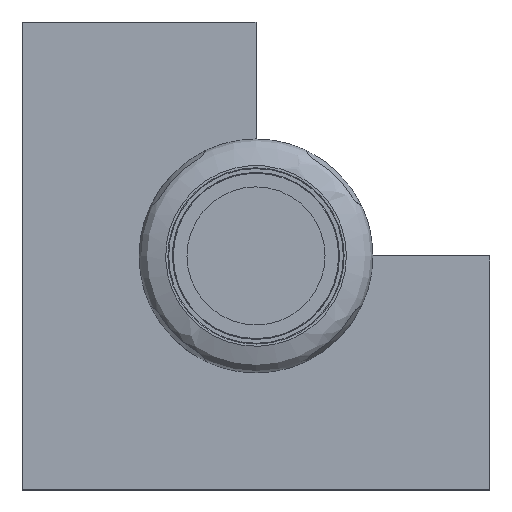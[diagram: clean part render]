
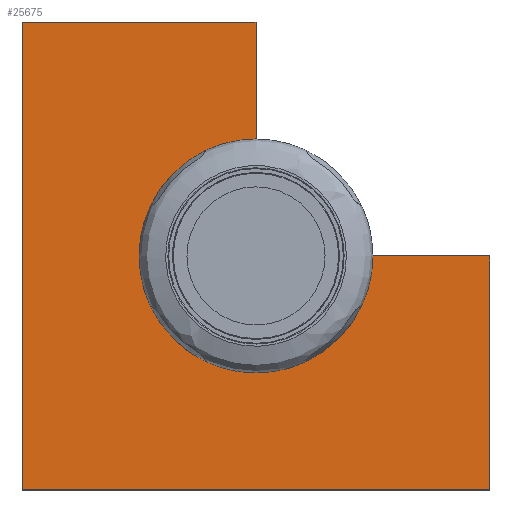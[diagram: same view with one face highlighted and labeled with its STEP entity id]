
A CAD part, top view. The second image highlights one B-rep face of the part: STEP entity #25675.
In plain terms, the highlighted planar face has unit normal (0, 0, 1).
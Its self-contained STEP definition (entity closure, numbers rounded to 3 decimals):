
#1334=CIRCLE('',#27623,110.);
#2423=PLANE('',#27624);
#5318=ORIENTED_EDGE('',*,*,#12682,.T.);
#5319=ORIENTED_EDGE('',*,*,#12684,.T.);
#5320=ORIENTED_EDGE('',*,*,#12675,.T.);
#5321=ORIENTED_EDGE('',*,*,#12685,.T.);
#5322=ORIENTED_EDGE('',*,*,#12686,.T.);
#5323=ORIENTED_EDGE('',*,*,#12687,.T.);
#5324=ORIENTED_EDGE('',*,*,#12688,.T.);
#12675=EDGE_CURVE('',#16463,#16464,#18655,.T.);
#12682=EDGE_CURVE('',#16468,#16470,#18662,.T.);
#12684=EDGE_CURVE('',#16470,#16463,#1334,.T.);
#12685=EDGE_CURVE('',#16464,#16471,#18663,.T.);
#12686=EDGE_CURVE('',#16471,#16472,#18664,.T.);
#12687=EDGE_CURVE('',#16472,#16473,#18665,.T.);
#12688=EDGE_CURVE('',#16473,#16468,#18666,.T.);
#16463=VERTEX_POINT('',#44474);
#16464=VERTEX_POINT('',#44475);
#16468=VERTEX_POINT('',#44484);
#16470=VERTEX_POINT('',#44488);
#16471=VERTEX_POINT('',#44495);
#16472=VERTEX_POINT('',#44497);
#16473=VERTEX_POINT('',#44499);
#18655=LINE('',#44473,#20059);
#18662=LINE('',#44489,#20066);
#18663=LINE('',#44494,#20067);
#18664=LINE('',#44496,#20068);
#18665=LINE('',#44498,#20069);
#18666=LINE('',#44500,#20070);
#20059=VECTOR('',#30431,1000.);
#20066=VECTOR('',#30440,1000.);
#20067=VECTOR('',#30449,1000.);
#20068=VECTOR('',#30450,1000.);
#20069=VECTOR('',#30451,1000.);
#20070=VECTOR('',#30452,1000.);
#21705=EDGE_LOOP('',(#5318,#5319,#5320,#5321,#5322,#5323,#5324));
#23571=FACE_BOUND('',#21705,.T.);
#25675=ADVANCED_FACE('',(#23571),#2423,.T.);
#27623=AXIS2_PLACEMENT_3D('',#44492,#30445,#30446);
#27624=AXIS2_PLACEMENT_3D('',#44493,#30447,#30448);
#30431=DIRECTION('',(0.,1.,0.));
#30440=DIRECTION('',(-1.,0.,0.));
#30445=DIRECTION('',(0.,0.,-1.));
#30446=DIRECTION('',(-1.,0.,0.));
#30447=DIRECTION('',(0.,0.,1.));
#30448=DIRECTION('',(1.,0.,0.));
#30449=DIRECTION('',(-1.,0.,0.));
#30450=DIRECTION('',(0.,-1.,0.));
#30451=DIRECTION('',(1.,0.,0.));
#30452=DIRECTION('',(0.,1.,0.));
#44473=CARTESIAN_POINT('',(0.,205.,-33.));
#44474=CARTESIAN_POINT('',(0.,110.,-33.));
#44475=CARTESIAN_POINT('',(0.,300.,-33.));
#44484=CARTESIAN_POINT('',(300.,0.,-33.));
#44488=CARTESIAN_POINT('',(110.,0.,-33.));
#44489=CARTESIAN_POINT('',(205.,0.,-33.));
#44492=CARTESIAN_POINT('',(0.,0.,-33.));
#44493=CARTESIAN_POINT('',(300.,300.,-33.));
#44494=CARTESIAN_POINT('',(-150.,300.,-33.));
#44495=CARTESIAN_POINT('',(-300.,300.,-33.));
#44496=CARTESIAN_POINT('',(-300.,0.,-33.));
#44497=CARTESIAN_POINT('',(-300.,-300.,-33.));
#44498=CARTESIAN_POINT('',(0.,-300.,-33.));
#44499=CARTESIAN_POINT('',(300.,-300.,-33.));
#44500=CARTESIAN_POINT('',(300.,-150.,-33.));
